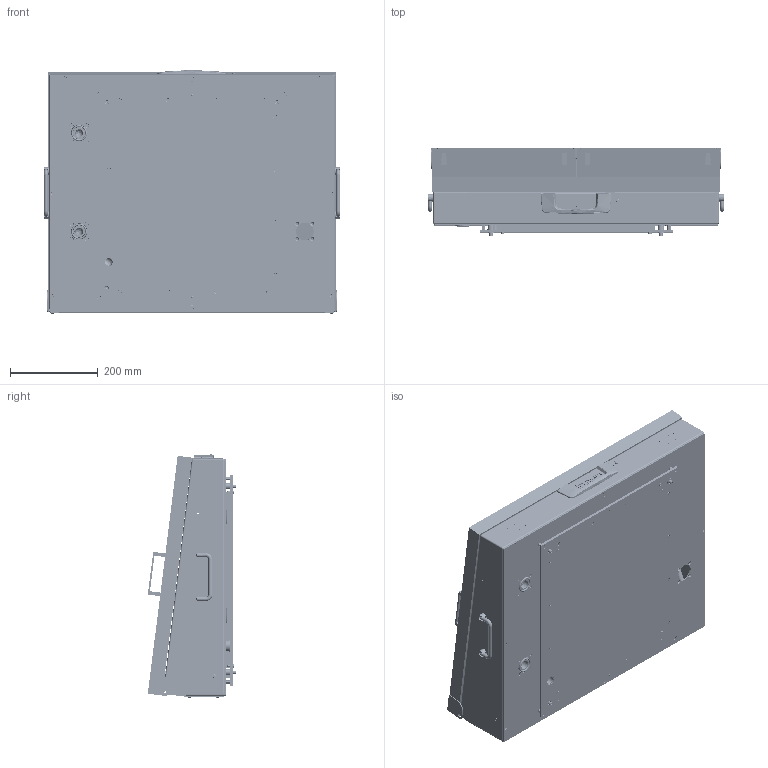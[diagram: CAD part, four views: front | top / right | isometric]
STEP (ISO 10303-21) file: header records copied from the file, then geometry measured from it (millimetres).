
FILE_DESCRIPTION (( 'STEP AP214' ), '1' );
FILE_NAME ('INGUN_114662.STEP', '2024-02-06T15:46:28', ( '' ), ( '' ), 'SwSTEP 2.0', 'SolidWorks 2021', '' );
FILE_SCHEMA (( 'AUTOMOTIVE_DESIGN' ));
Length unit declared in the file: millimetre
Products named in the file (70): 114196_004~0_S; 115289~0_S; DIN7~n_04,0m6x004; 11240~0; 1607~1; 115110~2_KUNDE<S>; 115770~0_S; 11657~0; 100974~1_KUNDE<S>; 115453~0_S; 11655~0; 112024~0_S; 114543~2_KUNDE<S>; 32171~0_S; INGUN_114662; ISO7380~n_M03,0x005; 105149~2; 111995~2_S; ISO7380~n_M04,0x012; 17966~1_S; 2229~6; 2196~6; 114196_002~0; Gewindebuchse~n_M04-07,5 offen; 20949~0; 8078_1~0; 8078~0_flexibel <Standard>; 18061~0_S; DIN985-A2~n_M04,0; DIN912~n_M04,0x012; 113680~0_S; 15542~0_S; 17459~0_S; 17968~0_S; 17999~0; DIN7991~n_M04,0x012; 114545~0_S; 114556~0_S; 112026~0_Mitte<S>; 49317~0 ...
Assembly tree (158 placements, depth 5):
  INGUN_114662
    113786~1_S
      113787~1_S
      32171~0_S
      112024~0_S
      112025~2_S
      DIN125~n_04,3 M04,0
      DIN985-A2~n_M04,0
      DIN912~n_M04,0x012
      112026~0_Mitte<S>
      112992~2_S  x2
      49317~0  x2
      ISO7380~n_M03,0x005
      114196~0  x2
        114196_001~0
        114196_002~0
        114196_003~0
        114196_004~0_S
      114364~0_S
    114543~2_KUNDE<S>
      115770~0_S
        114545~0_S
        Gewindebuchse~n_M04-07,5 offen  x8
      114548~0_S  x2
      114555~0_Kunde<S>  x2
        100974~1_KUNDE<S>
        100974~1_KUNDE<S>
        100974~1_KUNDE<S>
        100974~1_KUNDE<S>
      113760~1_S
      114556~0_S
      1607~1  x4
      112176~0_S  x2
        112087~2_S
          111995~2_S
          115289~0_S
        49317~0
      19420~3  x2
      11657~0  x2
      11655~0  x2
      ISO7380~n_M04,0x012  x3
    8078~0_flexibel <Standard>
      8078_1~0
      8078_2~0
    8078~0_flexibel <Standard>
      8078_1~0
      8078_2~0
    113680~0_S
      113681~1
      DIN125~n_04,3 M04,0  x4
      ISO7380~n_M04,0x008  x4
    113535~1_S
      105149~2
      18061~0_S  x4
        SKB-II~skii_M4,0x10 St
        DIN125~n_04,3 M04,0
        11240~0
        20949~0
        DIN7991~n_M04,0x012
      11657~0  x2
Bounding box: 674 x 201.25 x 554.82 mm (x, y, z)
Volume: 8975152.5 mm3; surface area: 3739905.6 mm2
Topology: 173 solids, 178 shells, 6260 faces, 15330 edges, 9814 vertices
Faces by surface type: cylinder 2686, plane 2613, cone 540, torus 282, bspline 121, sphere 18
Entity records: 100444 total; most frequent: CARTESIAN_POINT 32731, DIRECTION 13778, ORIENTED_EDGE 12768, EDGE_CURVE 6384, AXIS2_PLACEMENT_3D 5257, VERTEX_POINT 4113, LINE 3264, VECTOR 3264
